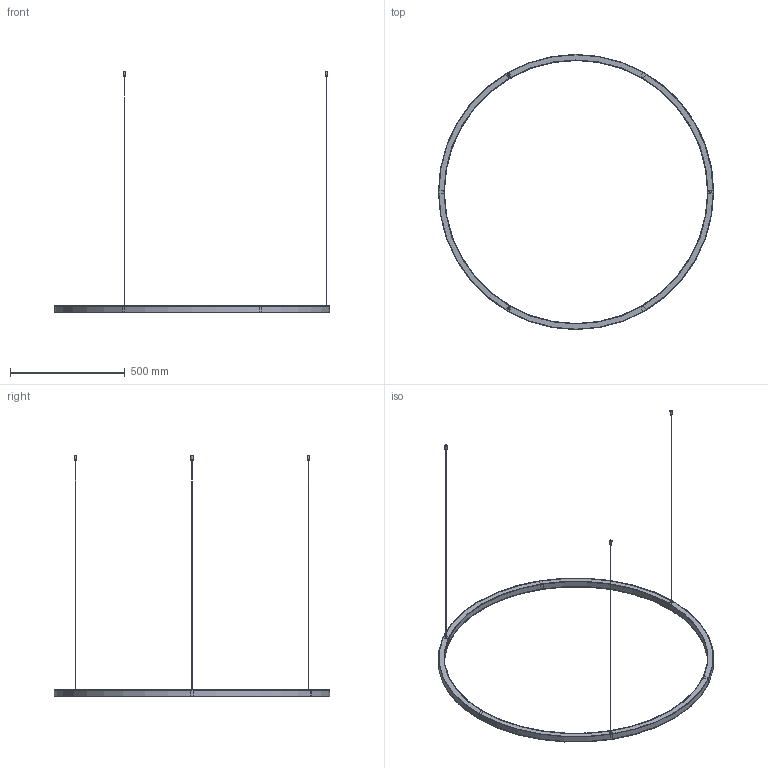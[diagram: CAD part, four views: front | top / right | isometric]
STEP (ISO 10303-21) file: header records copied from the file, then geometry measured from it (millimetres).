
FILE_DESCRIPTION(/* description */ (''),/* implementation_level */ '2;1');
FILE_NAME(/* name */ 'Oleant_OI120_Olala_In_120.stp',/* time_stamp */ '2022-04-15T22:59:15+02:00',/* author */ ('Omnitek 2000'),/* organization */ (''),/* preprocessor_version */ 'ST-DEVELOPER v18',/* originating_system */ 'Autodesk Inventor 2020',/* authorisation */ '');
FILE_SCHEMA (('AUTOMOTIVE_DESIGN { 1 0 10303 214 3 1 1 }'));
Length unit declared in the file: millimetre
Products named in the file (5): olala; frame; frame_1; cable; ceiling_mount
Assembly tree (8 placements, depth 2):
  olala
    frame
    frame_1
    cable  x3
    ceiling_mount  x3
Bounding box: 1200 x 1199.98 x 1053 mm (x, y, z)
Volume: 2892695.4 mm3; surface area: 979476.1 mm2
Topology: 8 solids, 8 shells, 84 faces, 171 edges, 118 vertices
Faces by surface type: plane 49, cylinder 25, torus 10
Full cylindrical faces by diameter (mm): 1.2 x3, 3 x3, 4 x3, 9 x3, 11 x3, 1147 x1, 1151 x1, 1198 x1, 1200 x1
Entity records: 1955 total; most frequent: DIRECTION 351, CARTESIAN_POINT 295, ORIENTED_EDGE 262, AXIS2_PLACEMENT_3D 146, EDGE_CURVE 131, VERTEX_POINT 90, EDGE_LOOP 75, CIRCLE 72
